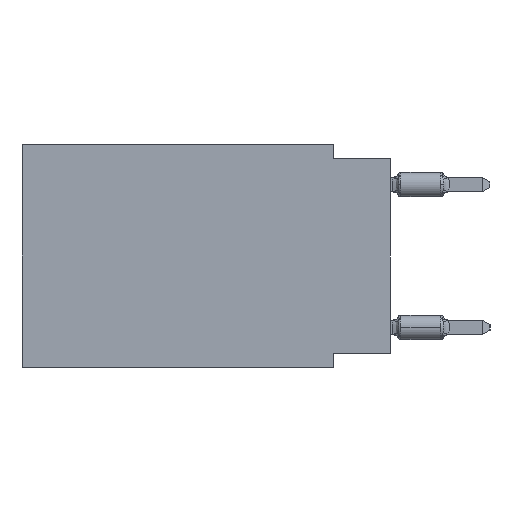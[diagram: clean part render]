
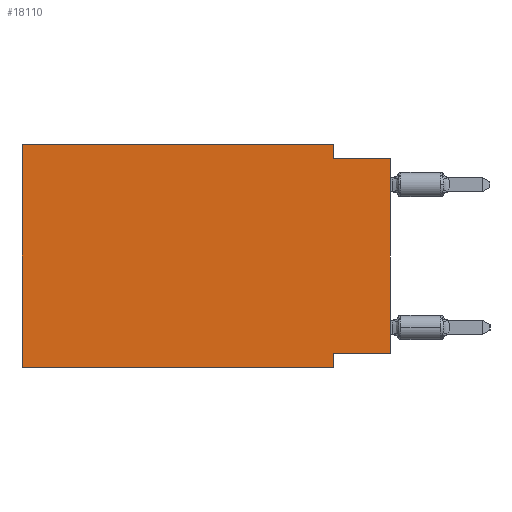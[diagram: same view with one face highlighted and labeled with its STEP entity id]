
A CAD part, left-side view. The second image highlights one B-rep face of the part: STEP entity #18110.
In plain terms, the highlighted planar face has unit normal (-1, 0, 0).
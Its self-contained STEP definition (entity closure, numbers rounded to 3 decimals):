
#681 = CARTESIAN_POINT ( 'NONE',  ( 0., 0., -0.635 ) ) ;
#739 = LINE ( 'NONE', #23231, #14807 ) ;
#851 = CARTESIAN_POINT ( 'NONE',  ( 0., 0., -9.271 ) ) ;
#1000 = ORIENTED_EDGE ( 'NONE', *, *, #6543, .F. ) ;
#1128 = VERTEX_POINT ( 'NONE', #11752 ) ;
#1186 = VERTEX_POINT ( 'NONE', #7716 ) ;
#1970 = CARTESIAN_POINT ( 'NONE',  ( 0., 2.54, 0. ) ) ;
#2362 = CARTESIAN_POINT ( 'NONE',  ( 0., 16.383, 0. ) ) ;
#3499 = CARTESIAN_POINT ( 'NONE',  ( 0., 16.383, -9.906 ) ) ;
#3598 = ORIENTED_EDGE ( 'NONE', *, *, #17000, .T. ) ;
#3811 = LINE ( 'NONE', #1970, #12991 ) ;
#3814 = ORIENTED_EDGE ( 'NONE', *, *, #11727, .F. ) ;
#4345 = LINE ( 'NONE', #681, #16651 ) ;
#6073 = DIRECTION ( 'NONE',  ( 0., 0., 1. ) ) ;
#6461 = AXIS2_PLACEMENT_3D ( 'NONE', #14225, #23622, #23981 ) ;
#6543 = EDGE_CURVE ( 'NONE', #19208, #17878, #11800, .T. ) ;
#7075 = VERTEX_POINT ( 'NONE', #7093 ) ;
#7093 = CARTESIAN_POINT ( 'NONE',  ( 0., 2.54, -9.906 ) ) ;
#7716 = CARTESIAN_POINT ( 'NONE',  ( 0., 0., -0.635 ) ) ;
#7957 = ORIENTED_EDGE ( 'NONE', *, *, #13736, .F. ) ;
#8504 = CARTESIAN_POINT ( 'NONE',  ( 0., 16.383, -9.906 ) ) ;
#8822 = DIRECTION ( 'NONE',  ( 0., -1., 0. ) ) ;
#8962 = PLANE ( 'NONE',  #6461 ) ;
#9130 = ORIENTED_EDGE ( 'NONE', *, *, #19368, .T. ) ;
#10158 = LINE ( 'NONE', #851, #15964 ) ;
#10212 = LINE ( 'NONE', #8504, #19585 ) ;
#10262 = VERTEX_POINT ( 'NONE', #16910 ) ;
#10579 = CARTESIAN_POINT ( 'NONE',  ( 0., 0., -9.271 ) ) ;
#10795 = FACE_OUTER_BOUND ( 'NONE', #18139, .T. ) ;
#11727 = EDGE_CURVE ( 'NONE', #17878, #10262, #14085, .T. ) ;
#11752 = CARTESIAN_POINT ( 'NONE',  ( 0., 2.54, -9.271 ) ) ;
#11800 = LINE ( 'NONE', #19726, #15869 ) ;
#11822 = DIRECTION ( 'NONE',  ( 0., -1., 0. ) ) ;
#12117 = DIRECTION ( 'NONE',  ( 0., 0., -1. ) ) ;
#12150 = DIRECTION ( 'NONE',  ( 0., 0., 1. ) ) ;
#12991 = VECTOR ( 'NONE', #18263, 1000. ) ;
#13736 = EDGE_CURVE ( 'NONE', #1128, #7075, #739, .T. ) ;
#13795 = EDGE_CURVE ( 'NONE', #19485, #1128, #10158, .T. ) ;
#14085 = LINE ( 'NONE', #17871, #21783 ) ;
#14225 = CARTESIAN_POINT ( 'NONE',  ( 0., 16.383, 0. ) ) ;
#14807 = VECTOR ( 'NONE', #12117, 1000. ) ;
#15869 = VECTOR ( 'NONE', #12150, 1000. ) ;
#15964 = VECTOR ( 'NONE', #21411, 1000. ) ;
#16651 = VECTOR ( 'NONE', #11822, 1000. ) ;
#16910 = CARTESIAN_POINT ( 'NONE',  ( 0., 2.54, 0. ) ) ;
#16977 = CARTESIAN_POINT ( 'NONE',  ( 0., 0., 0. ) ) ;
#17000 = EDGE_CURVE ( 'NONE', #19485, #1186, #17109, .T. ) ;
#17109 = LINE ( 'NONE', #16977, #22061 ) ;
#17671 = DIRECTION ( 'NONE',  ( 0., -1., 0. ) ) ;
#17871 = CARTESIAN_POINT ( 'NONE',  ( 0., 16.383, 0. ) ) ;
#17878 = VERTEX_POINT ( 'NONE', #2362 ) ;
#18110 = ADVANCED_FACE ( 'NONE', ( #10795 ), #8962, .F. ) ;
#18139 = EDGE_LOOP ( 'NONE', ( #3598, #21981, #23264, #3814, #1000, #9130, #7957, #22274 ) ) ;
#18163 = CARTESIAN_POINT ( 'NONE',  ( 0., 2.54, -0.635 ) ) ;
#18263 = DIRECTION ( 'NONE',  ( 0., 0., -1. ) ) ;
#19208 = VERTEX_POINT ( 'NONE', #3499 ) ;
#19368 = EDGE_CURVE ( 'NONE', #19208, #7075, #10212, .T. ) ;
#19485 = VERTEX_POINT ( 'NONE', #10579 ) ;
#19585 = VECTOR ( 'NONE', #17671, 1000. ) ;
#19726 = CARTESIAN_POINT ( 'NONE',  ( 0., 16.383, 0. ) ) ;
#20724 = VERTEX_POINT ( 'NONE', #18163 ) ;
#21224 = EDGE_CURVE ( 'NONE', #10262, #20724, #3811, .T. ) ;
#21411 = DIRECTION ( 'NONE',  ( 0., 1., 0. ) ) ;
#21783 = VECTOR ( 'NONE', #8822, 1000. ) ;
#21981 = ORIENTED_EDGE ( 'NONE', *, *, #23173, .F. ) ;
#22061 = VECTOR ( 'NONE', #6073, 1000. ) ;
#22274 = ORIENTED_EDGE ( 'NONE', *, *, #13795, .F. ) ;
#23173 = EDGE_CURVE ( 'NONE', #20724, #1186, #4345, .T. ) ;
#23231 = CARTESIAN_POINT ( 'NONE',  ( 0., 2.54, -9.906 ) ) ;
#23264 = ORIENTED_EDGE ( 'NONE', *, *, #21224, .F. ) ;
#23622 = DIRECTION ( 'NONE',  ( 1., 0., 0. ) ) ;
#23981 = DIRECTION ( 'NONE',  ( 0., 0., -1. ) ) ;
